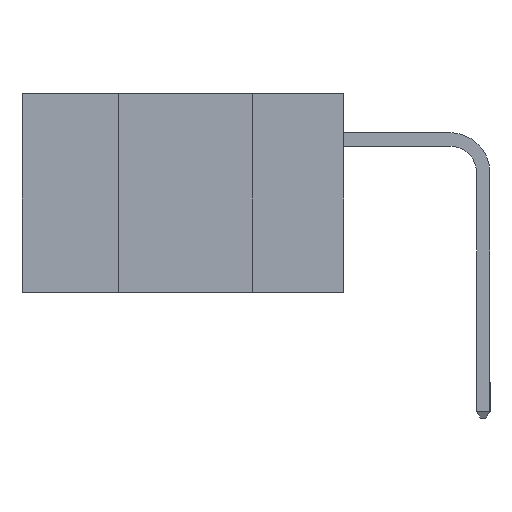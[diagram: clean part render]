
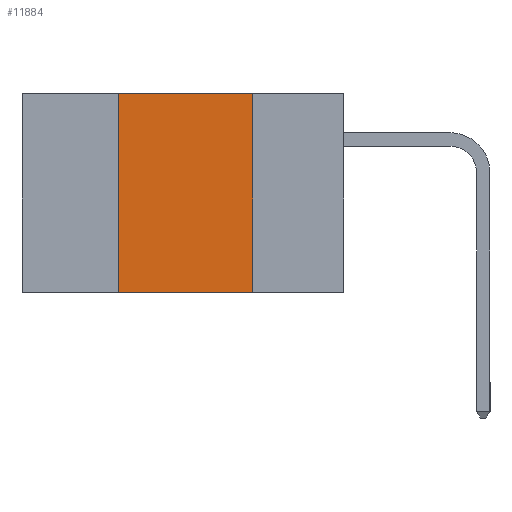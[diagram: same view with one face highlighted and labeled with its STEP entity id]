
A CAD part, left-side view. The second image highlights one B-rep face of the part: STEP entity #11884.
In plain terms, the highlighted planar face has unit normal (-1, 0, 0).
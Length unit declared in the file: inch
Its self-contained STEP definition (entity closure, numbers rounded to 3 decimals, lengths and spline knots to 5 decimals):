
#3 = CARTESIAN_POINT ( 'NONE',  ( 0., 0.17, 0. ) ) ;
#1196 = DIRECTION ( 'NONE',  ( 0., -1., 0. ) ) ;
#1346 = DIRECTION ( 'NONE',  ( 0., 0., 1. ) ) ;
#1601 = LINE ( 'NONE', #17900, #15450 ) ;
#2264 = CARTESIAN_POINT ( 'NONE',  ( 0., 0.42, -0.37 ) ) ;
#2306 = ORIENTED_EDGE ( 'NONE', *, *, #16788, .F. ) ;
#2311 = VERTEX_POINT ( 'NONE', #2264 ) ;
#2562 = CARTESIAN_POINT ( 'NONE',  ( 0., 0.17, 0. ) ) ;
#3217 = EDGE_LOOP ( 'NONE', ( #6370, #2306, #6419, #11874 ) ) ;
#3503 = EDGE_CURVE ( 'NONE', #2311, #13472, #17284, .T. ) ;
#3705 = LINE ( 'NONE', #17750, #14371 ) ;
#3779 = CARTESIAN_POINT ( 'NONE',  ( 0., 0.6, 0. ) ) ;
#5359 = EDGE_CURVE ( 'NONE', #11494, #13472, #17854, .T. ) ;
#6041 = DIRECTION ( 'NONE',  ( 0., -1., 0. ) ) ;
#6370 = ORIENTED_EDGE ( 'NONE', *, *, #5359, .F. ) ;
#6419 = ORIENTED_EDGE ( 'NONE', *, *, #6740, .F. ) ;
#6558 = DIRECTION ( 'NONE',  ( 0., 0., -1. ) ) ;
#6740 = EDGE_CURVE ( 'NONE', #2311, #6969, #1601, .T. ) ;
#6969 = VERTEX_POINT ( 'NONE', #8628 ) ;
#8022 = DIRECTION ( 'NONE',  ( 0., 0., -1. ) ) ;
#8628 = CARTESIAN_POINT ( 'NONE',  ( 0., 0.42, 0. ) ) ;
#8652 = AXIS2_PLACEMENT_3D ( 'NONE', #3779, #14913, #6558 ) ;
#9276 = PLANE ( 'NONE',  #8652 ) ;
#9831 = VECTOR ( 'NONE', #6041, 39.37008 ) ;
#10025 = CARTESIAN_POINT ( 'NONE',  ( 0., 0.17, -0.37 ) ) ;
#11494 = VERTEX_POINT ( 'NONE', #3 ) ;
#11874 = ORIENTED_EDGE ( 'NONE', *, *, #3503, .T. ) ;
#11884 = ADVANCED_FACE ( 'NONE', ( #17519 ), #9276, .F. ) ;
#13472 = VERTEX_POINT ( 'NONE', #10025 ) ;
#14371 = VECTOR ( 'NONE', #1196, 39.37008 ) ;
#14605 = VECTOR ( 'NONE', #8022, 39.37008 ) ;
#14913 = DIRECTION ( 'NONE',  ( 1., 0., 0. ) ) ;
#15450 = VECTOR ( 'NONE', #1346, 39.37008 ) ;
#15782 = CARTESIAN_POINT ( 'NONE',  ( 0., 0.6, -0.37 ) ) ;
#16788 = EDGE_CURVE ( 'NONE', #6969, #11494, #3705, .T. ) ;
#17284 = LINE ( 'NONE', #15782, #9831 ) ;
#17519 = FACE_OUTER_BOUND ( 'NONE', #3217, .T. ) ;
#17750 = CARTESIAN_POINT ( 'NONE',  ( 0., 0.6, 0. ) ) ;
#17854 = LINE ( 'NONE', #2562, #14605 ) ;
#17900 = CARTESIAN_POINT ( 'NONE',  ( 0., 0.42, 0. ) ) ;
